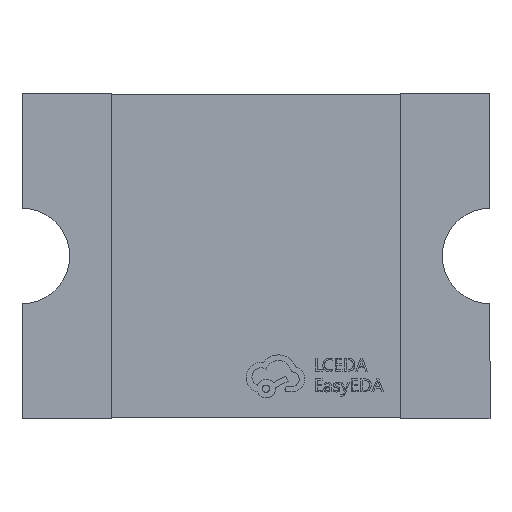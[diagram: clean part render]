
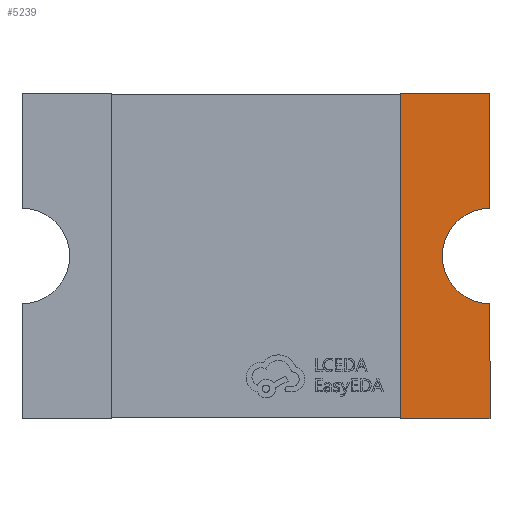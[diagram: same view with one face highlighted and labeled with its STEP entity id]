
A CAD part, top view. The second image highlights one B-rep face of the part: STEP entity #5239.
In plain terms, the highlighted planar face has unit normal (0, 0, 1).
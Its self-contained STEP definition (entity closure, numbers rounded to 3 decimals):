
#223 = ORIENTED_EDGE ( 'NONE', *, *, #2708, .T. ) ;
#285 = CARTESIAN_POINT ( 'NONE',  ( 3.68, 0.75, 0.5 ) ) ;
#696 = CIRCLE ( 'NONE', #9523, 0.75 ) ;
#915 = DIRECTION ( 'NONE',  ( 0., 1., 0. ) ) ;
#971 = PLANE ( 'NONE',  #1538 ) ;
#1313 = DIRECTION ( 'NONE',  ( 0., 0., 1. ) ) ;
#1376 = CARTESIAN_POINT ( 'NONE',  ( 3.68, 0., 0.5 ) ) ;
#1538 = AXIS2_PLACEMENT_3D ( 'NONE', #7920, #9911, #6200 ) ;
#1755 = DIRECTION ( 'NONE',  ( -1., 0., 0. ) ) ;
#1904 = CARTESIAN_POINT ( 'NONE',  ( 3.68, -0.75, 0.5 ) ) ;
#1923 = VERTEX_POINT ( 'NONE', #10041 ) ;
#2050 = VECTOR ( 'NONE', #4539, 1000. ) ;
#2690 = LINE ( 'NONE', #9885, #2050 ) ;
#2708 = EDGE_CURVE ( 'NONE', #9358, #11320, #2690, .T. ) ;
#3349 = EDGE_LOOP ( 'NONE', ( #8574, #10442, #223, #4261, #5628, #6878 ) ) ;
#3519 = EDGE_CURVE ( 'NONE', #8588, #9358, #6064, .T. ) ;
#3581 = VECTOR ( 'NONE', #5384, 1000. ) ;
#3664 = LINE ( 'NONE', #8263, #10747 ) ;
#4117 = VECTOR ( 'NONE', #1755, 1000. ) ;
#4261 = ORIENTED_EDGE ( 'NONE', *, *, #10837, .F. ) ;
#4443 = LINE ( 'NONE', #6272, #6392 ) ;
#4539 = DIRECTION ( 'NONE',  ( 0., 1., 0. ) ) ;
#5125 = EDGE_CURVE ( 'NONE', #10744, #1923, #3664, .T. ) ;
#5239 = ADVANCED_FACE ( 'NONE', ( #9044 ), #971, .T. ) ;
#5384 = DIRECTION ( 'NONE',  ( 1., 0., 0. ) ) ;
#5628 = ORIENTED_EDGE ( 'NONE', *, *, #5125, .T. ) ;
#6064 = LINE ( 'NONE', #9715, #3581 ) ;
#6200 = DIRECTION ( 'NONE',  ( 1., 0., 0. ) ) ;
#6272 = CARTESIAN_POINT ( 'NONE',  ( 2.28, 0., 0.5 ) ) ;
#6392 = VECTOR ( 'NONE', #915, 1000. ) ;
#6878 = ORIENTED_EDGE ( 'NONE', *, *, #10185, .T. ) ;
#7244 = CARTESIAN_POINT ( 'NONE',  ( 2.28, -2.56, 0.5 ) ) ;
#7260 = DIRECTION ( 'NONE',  ( 0., 1., 0. ) ) ;
#7920 = CARTESIAN_POINT ( 'NONE',  ( 0., 0., 0.5 ) ) ;
#7998 = VERTEX_POINT ( 'NONE', #9164 ) ;
#8263 = CARTESIAN_POINT ( 'NONE',  ( 3.68, 2.56, 0.5 ) ) ;
#8457 = EDGE_CURVE ( 'NONE', #8588, #7998, #4443, .T. ) ;
#8510 = DIRECTION ( 'NONE',  ( -1., 0., 0. ) ) ;
#8574 = ORIENTED_EDGE ( 'NONE', *, *, #8457, .F. ) ;
#8588 = VERTEX_POINT ( 'NONE', #7244 ) ;
#9044 = FACE_OUTER_BOUND ( 'NONE', #3349, .T. ) ;
#9164 = CARTESIAN_POINT ( 'NONE',  ( 2.28, 2.56, 0.5 ) ) ;
#9358 = VERTEX_POINT ( 'NONE', #11584 ) ;
#9523 = AXIS2_PLACEMENT_3D ( 'NONE', #1376, #1313, #8510 ) ;
#9641 = CARTESIAN_POINT ( 'NONE',  ( -3.68, 2.56, 0.5 ) ) ;
#9715 = CARTESIAN_POINT ( 'NONE',  ( -3.68, -2.56, 0.5 ) ) ;
#9862 = LINE ( 'NONE', #9641, #4117 ) ;
#9885 = CARTESIAN_POINT ( 'NONE',  ( 3.68, 2.56, 0.5 ) ) ;
#9911 = DIRECTION ( 'NONE',  ( 0., 0., 1. ) ) ;
#10041 = CARTESIAN_POINT ( 'NONE',  ( 3.68, 2.56, 0.5 ) ) ;
#10185 = EDGE_CURVE ( 'NONE', #1923, #7998, #9862, .T. ) ;
#10442 = ORIENTED_EDGE ( 'NONE', *, *, #3519, .T. ) ;
#10744 = VERTEX_POINT ( 'NONE', #285 ) ;
#10747 = VECTOR ( 'NONE', #7260, 1000. ) ;
#10837 = EDGE_CURVE ( 'NONE', #10744, #11320, #696, .T. ) ;
#11320 = VERTEX_POINT ( 'NONE', #1904 ) ;
#11584 = CARTESIAN_POINT ( 'NONE',  ( 3.68, -2.56, 0.5 ) ) ;
